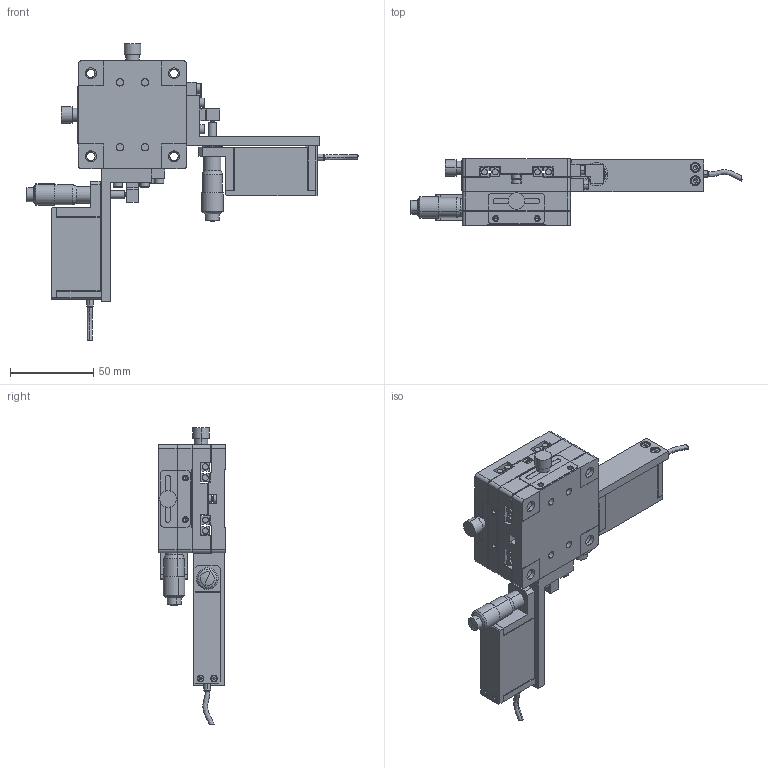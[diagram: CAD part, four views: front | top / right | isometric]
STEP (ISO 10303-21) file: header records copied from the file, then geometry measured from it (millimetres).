
FILE_DESCRIPTION (( 'STEP AP203' ), '1' );
FILE_NAME ('XY65P84S250.STEP', '2022-01-24T01:14:45', ( '' ), ( '' ), 'SwSTEP 2.0', 'SolidWorks 2016', '' );
FILE_SCHEMA (( 'CONFIG_CONTROL_DESIGN' ));
Length unit declared in the file: millimetre
Products named in the file (1): XY65P84S250
Bounding box: 199.6 x 40 x 178.4 mm (x, y, z)
Volume: 229099.2 mm3; surface area: 116495.3 mm2
Topology: 54 solids, 54 shells, 1350 faces, 3276 edges, 2042 vertices
Faces by surface type: plane 660, cylinder 490, cone 144, torus 44, sphere 8, bspline 4
Entity records: 40185 total; most frequent: CARTESIAN_POINT 7561, DIRECTION 7156, ORIENTED_EDGE 6388, EDGE_CURVE 3194, AXIS2_PLACEMENT_3D 2667, VERTEX_POINT 2036, LINE 1822, VECTOR 1822
